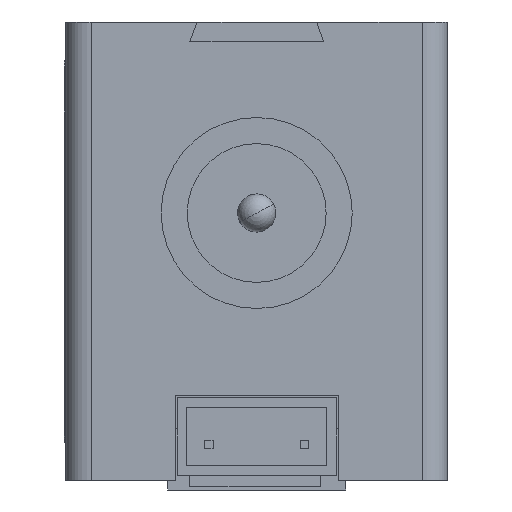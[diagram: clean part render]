
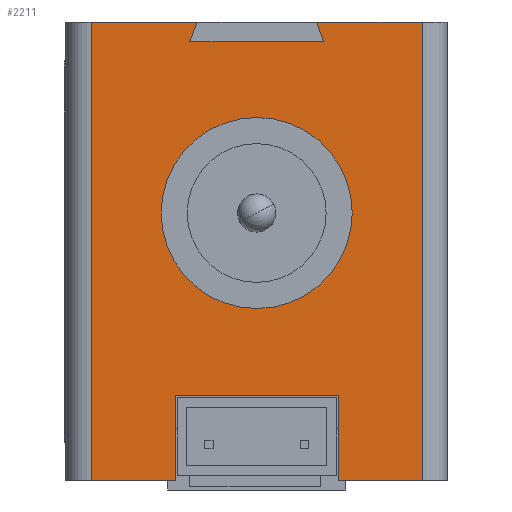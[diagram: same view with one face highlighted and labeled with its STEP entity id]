
A CAD part, front view. The second image highlights one B-rep face of the part: STEP entity #2211.
In plain terms, the highlighted planar face has unit normal (0, -1, 0).
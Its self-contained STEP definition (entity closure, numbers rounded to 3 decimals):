
#2167=AXIS2_PLACEMENT_3D('Plane Axis2P3D',#2164,#2165,#2166) ;
#2195=AXIS2_PLACEMENT_3D('Circle Axis2P3D',#2193,#2194,$) ;
#2204=AXIS2_PLACEMENT_3D('Circle Axis2P3D',#2202,#2203,$) ;
#1812=CARTESIAN_POINT('Vertex',(-252.701,191.896,108.)) ;
#1819=CARTESIAN_POINT('Vertex',(-243.293,191.896,108.)) ;
#1919=CARTESIAN_POINT('Vertex',(-242.747,191.896,106.5)) ;
#1922=CARTESIAN_POINT('Line Origine',(-243.02,191.896,107.25)) ;
#1943=CARTESIAN_POINT('Vertex',(-253.247,191.896,106.5)) ;
#1946=CARTESIAN_POINT('Line Origine',(-247.997,191.896,106.5)) ;
#1963=CARTESIAN_POINT('Line Origine',(-252.974,191.896,107.25)) ;
#1984=CARTESIAN_POINT('Vertex',(-261.,191.896,72.)) ;
#1987=CARTESIAN_POINT('Line Origine',(-261.,191.896,90.)) ;
#1991=CARTESIAN_POINT('Vertex',(-261.,191.896,108.)) ;
#2015=CARTESIAN_POINT('Vertex',(-254.4,191.896,78.7)) ;
#2018=CARTESIAN_POINT('Line Origine',(-254.4,191.896,75.35)) ;
#2022=CARTESIAN_POINT('Vertex',(-254.4,191.896,72.)) ;
#2043=CARTESIAN_POINT('Line Origine',(-248.,191.896,78.7)) ;
#2047=CARTESIAN_POINT('Vertex',(-241.6,191.896,78.7)) ;
#2071=CARTESIAN_POINT('Vertex',(-241.6,191.896,72.)) ;
#2074=CARTESIAN_POINT('Line Origine',(-241.6,191.896,75.35)) ;
#2092=CARTESIAN_POINT('Line Origine',(-257.7,191.896,72.)) ;
#2108=CARTESIAN_POINT('Vertex',(-235.,191.896,72.)) ;
#2111=CARTESIAN_POINT('Line Origine',(-238.3,191.896,72.)) ;
#2149=CARTESIAN_POINT('Vertex',(-235.,191.896,108.)) ;
#2152=CARTESIAN_POINT('Line Origine',(-235.,191.896,90.)) ;
#2164=CARTESIAN_POINT('Axis2P3D Location',(-263.,191.896,76.117)) ;
#2169=CARTESIAN_POINT('Line Origine',(-256.85,191.896,108.)) ;
#2174=CARTESIAN_POINT('Line Origine',(-239.146,191.896,108.)) ;
#2193=CARTESIAN_POINT('Axis2P3D Location',(-248.001,191.896,93.)) ;
#2197=CARTESIAN_POINT('Vertex',(-240.501,191.896,93.)) ;
#2199=CARTESIAN_POINT('Vertex',(-255.501,191.896,93.)) ;
#2202=CARTESIAN_POINT('Axis2P3D Location',(-248.001,191.896,93.)) ;
#1923=DIRECTION('Vector Direction',(0.342,0.,-0.94)) ;
#1947=DIRECTION('Vector Direction',(1.,0.,0.)) ;
#1964=DIRECTION('Vector Direction',(-0.342,0.,-0.94)) ;
#1988=DIRECTION('Vector Direction',(0.,0.,-1.)) ;
#2019=DIRECTION('Vector Direction',(0.,0.,1.)) ;
#2044=DIRECTION('Vector Direction',(1.,0.,0.)) ;
#2075=DIRECTION('Vector Direction',(0.,0.,1.)) ;
#2093=DIRECTION('Vector Direction',(1.,0.,0.)) ;
#2112=DIRECTION('Vector Direction',(1.,0.,0.)) ;
#2153=DIRECTION('Vector Direction',(0.,0.,-1.)) ;
#2165=DIRECTION('Axis2P3D Direction',(0.,1.,0.)) ;
#2166=DIRECTION('Axis2P3D XDirection',(1.,0.,0.)) ;
#2170=DIRECTION('Vector Direction',(1.,0.,0.)) ;
#2175=DIRECTION('Vector Direction',(1.,0.,0.)) ;
#2194=DIRECTION('Axis2P3D Direction',(0.,1.,0.)) ;
#2203=DIRECTION('Axis2P3D Direction',(0.,1.,0.)) ;
#1924=VECTOR('Line Direction',#1923,1.) ;
#1948=VECTOR('Line Direction',#1947,1.) ;
#1965=VECTOR('Line Direction',#1964,1.) ;
#1989=VECTOR('Line Direction',#1988,1.) ;
#2020=VECTOR('Line Direction',#2019,1.) ;
#2045=VECTOR('Line Direction',#2044,1.) ;
#2076=VECTOR('Line Direction',#2075,1.) ;
#2094=VECTOR('Line Direction',#2093,1.) ;
#2113=VECTOR('Line Direction',#2112,1.) ;
#2154=VECTOR('Line Direction',#2153,1.) ;
#2171=VECTOR('Line Direction',#2170,1.) ;
#2176=VECTOR('Line Direction',#2175,1.) ;
#2180=ORIENTED_EDGE('',*,*,#1926,.T.) ;
#2181=ORIENTED_EDGE('',*,*,#1950,.F.) ;
#2182=ORIENTED_EDGE('',*,*,#1967,.F.) ;
#2183=ORIENTED_EDGE('',*,*,#2173,.F.) ;
#2184=ORIENTED_EDGE('',*,*,#1993,.T.) ;
#2185=ORIENTED_EDGE('',*,*,#2096,.T.) ;
#2186=ORIENTED_EDGE('',*,*,#2024,.T.) ;
#2187=ORIENTED_EDGE('',*,*,#2049,.T.) ;
#2188=ORIENTED_EDGE('',*,*,#2078,.F.) ;
#2189=ORIENTED_EDGE('',*,*,#2115,.T.) ;
#2190=ORIENTED_EDGE('',*,*,#2156,.F.) ;
#2191=ORIENTED_EDGE('',*,*,#2178,.F.) ;
#2208=ORIENTED_EDGE('',*,*,#2201,.T.) ;
#2209=ORIENTED_EDGE('',*,*,#2206,.T.) ;
#2210=FACE_BOUND('',#2207,.T.) ;
#2211=ADVANCED_FACE('BOBINA_YO',(#2192,#2210),#2168,.F.) ;
#2196=CIRCLE('generated circle',#2195,7.5) ;
#2205=CIRCLE('generated circle',#2204,7.5) ;
#1926=EDGE_CURVE('',#1820,#1920,#1925,.T.) ;
#1950=EDGE_CURVE('',#1944,#1920,#1949,.T.) ;
#1967=EDGE_CURVE('',#1813,#1944,#1966,.T.) ;
#1993=EDGE_CURVE('',#1992,#1985,#1990,.T.) ;
#2024=EDGE_CURVE('',#2023,#2016,#2021,.T.) ;
#2049=EDGE_CURVE('',#2016,#2048,#2046,.T.) ;
#2078=EDGE_CURVE('',#2072,#2048,#2077,.T.) ;
#2096=EDGE_CURVE('',#1985,#2023,#2095,.T.) ;
#2115=EDGE_CURVE('',#2072,#2109,#2114,.T.) ;
#2156=EDGE_CURVE('',#2150,#2109,#2155,.T.) ;
#2173=EDGE_CURVE('',#1992,#1813,#2172,.T.) ;
#2178=EDGE_CURVE('',#1820,#2150,#2177,.T.) ;
#2201=EDGE_CURVE('',#2198,#2200,#2196,.T.) ;
#2206=EDGE_CURVE('',#2200,#2198,#2205,.T.) ;
#2179=EDGE_LOOP('',(#2180,#2181,#2182,#2183,#2184,#2185,#2186,#2187,#2188,#2189,#2190,#2191)) ;
#2207=EDGE_LOOP('',(#2208,#2209)) ;
#2192=FACE_OUTER_BOUND('',#2179,.T.) ;
#1925=LINE('Line',#1922,#1924) ;
#1949=LINE('Line',#1946,#1948) ;
#1966=LINE('Line',#1963,#1965) ;
#1990=LINE('Line',#1987,#1989) ;
#2021=LINE('Line',#2018,#2020) ;
#2046=LINE('Line',#2043,#2045) ;
#2077=LINE('Line',#2074,#2076) ;
#2095=LINE('Line',#2092,#2094) ;
#2114=LINE('Line',#2111,#2113) ;
#2155=LINE('Line',#2152,#2154) ;
#2172=LINE('Line',#2169,#2171) ;
#2177=LINE('Line',#2174,#2176) ;
#2168=PLANE('',#2167) ;
#1813=VERTEX_POINT('',#1812) ;
#1820=VERTEX_POINT('',#1819) ;
#1920=VERTEX_POINT('',#1919) ;
#1944=VERTEX_POINT('',#1943) ;
#1985=VERTEX_POINT('',#1984) ;
#1992=VERTEX_POINT('',#1991) ;
#2016=VERTEX_POINT('',#2015) ;
#2023=VERTEX_POINT('',#2022) ;
#2048=VERTEX_POINT('',#2047) ;
#2072=VERTEX_POINT('',#2071) ;
#2109=VERTEX_POINT('',#2108) ;
#2150=VERTEX_POINT('',#2149) ;
#2198=VERTEX_POINT('',#2197) ;
#2200=VERTEX_POINT('',#2199) ;
